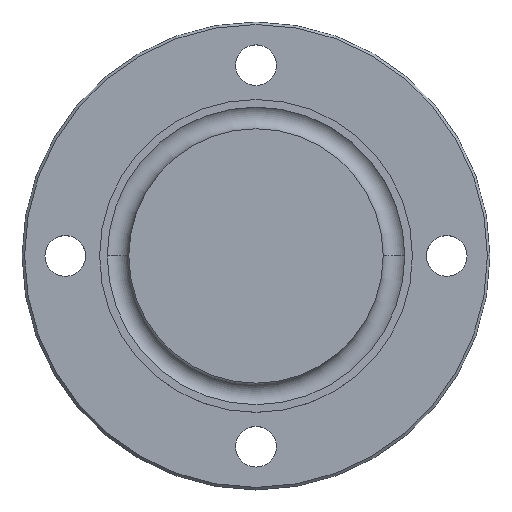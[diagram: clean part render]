
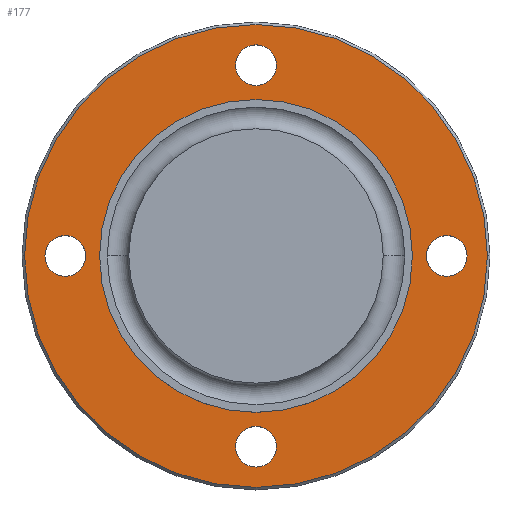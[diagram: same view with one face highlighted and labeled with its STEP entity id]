
A CAD part, top view. The second image highlights one B-rep face of the part: STEP entity #177.
In plain terms, the highlighted planar face has unit normal (0, 0, 1).
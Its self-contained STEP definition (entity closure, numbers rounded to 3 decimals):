
#2 = AXIS2_PLACEMENT_3D ( 'NONE', #319, #330, #552 ) ;
#8 = ORIENTED_EDGE ( 'NONE', *, *, #555, .F. ) ;
#16 = AXIS2_PLACEMENT_3D ( 'NONE', #598, #625, #117 ) ;
#24 = DIRECTION ( 'NONE',  ( 1., 0., 0. ) ) ;
#26 = ORIENTED_EDGE ( 'NONE', *, *, #621, .F. ) ;
#28 = AXIS2_PLACEMENT_3D ( 'NONE', #69, #405, #631 ) ;
#37 = ORIENTED_EDGE ( 'NONE', *, *, #123, .F. ) ;
#41 = AXIS2_PLACEMENT_3D ( 'NONE', #394, #342, #613 ) ;
#44 = DIRECTION ( 'NONE',  ( 1., 0., 0. ) ) ;
#55 = EDGE_CURVE ( 'NONE', #71, #439, #701, .T. ) ;
#56 = ORIENTED_EDGE ( 'NONE', *, *, #332, .F. ) ;
#60 = CARTESIAN_POINT ( 'NONE',  ( 0., -37.5, 10. ) ) ;
#64 = AXIS2_PLACEMENT_3D ( 'NONE', #246, #316, #654 ) ;
#65 = VERTEX_POINT ( 'NONE', #436 ) ;
#69 = CARTESIAN_POINT ( 'NONE',  ( 0., 0., 10. ) ) ;
#71 = VERTEX_POINT ( 'NONE', #144 ) ;
#85 = CIRCLE ( 'NONE', #543, 4. ) ;
#101 = VERTEX_POINT ( 'NONE', #502 ) ;
#103 = EDGE_LOOP ( 'NONE', ( #574, #8 ) ) ;
#107 = PLANE ( 'NONE',  #41 ) ;
#112 = DIRECTION ( 'NONE',  ( 0., 0., 1. ) ) ;
#117 = DIRECTION ( 'NONE',  ( 0., 1., 0. ) ) ;
#123 = EDGE_CURVE ( 'NONE', #486, #396, #137, .T. ) ;
#130 = DIRECTION ( 'NONE',  ( 1., 0., 0. ) ) ;
#134 = EDGE_CURVE ( 'NONE', #353, #244, #523, .T. ) ;
#137 = CIRCLE ( 'NONE', #288, 4. ) ;
#141 = EDGE_LOOP ( 'NONE', ( #637, #647 ) ) ;
#144 = CARTESIAN_POINT ( 'NONE',  ( 30.75, 0., 10. ) ) ;
#171 = CARTESIAN_POINT ( 'NONE',  ( -4., -37.5, 10. ) ) ;
#177 = ADVANCED_FACE ( 'NONE', ( #448, #270, #403, #236, #674, #274 ), #107, .F. ) ;
#178 = DIRECTION ( 'NONE',  ( 1., 0., 0. ) ) ;
#182 = CARTESIAN_POINT ( 'NONE',  ( -37.5, -4., 10. ) ) ;
#184 = DIRECTION ( 'NONE',  ( 0., 0., 1. ) ) ;
#186 = VERTEX_POINT ( 'NONE', #171 ) ;
#194 = CARTESIAN_POINT ( 'NONE',  ( 0., 37.5, 10. ) ) ;
#203 = CIRCLE ( 'NONE', #28, 45.5 ) ;
#207 = VERTEX_POINT ( 'NONE', #667 ) ;
#216 = CIRCLE ( 'NONE', #484, 4. ) ;
#219 = CARTESIAN_POINT ( 'NONE',  ( -37.5, 0., 10. ) ) ;
#224 = CARTESIAN_POINT ( 'NONE',  ( 37.5, -4., 10. ) ) ;
#236 = FACE_BOUND ( 'NONE', #568, .T. ) ;
#244 = VERTEX_POINT ( 'NONE', #182 ) ;
#246 = CARTESIAN_POINT ( 'NONE',  ( 37.5, 0., 10. ) ) ;
#251 = ORIENTED_EDGE ( 'NONE', *, *, #732, .F. ) ;
#261 = CIRCLE ( 'NONE', #395, 45.5 ) ;
#270 = FACE_BOUND ( 'NONE', #618, .T. ) ;
#273 = DIRECTION ( 'NONE',  ( 1., 0., 0. ) ) ;
#274 = FACE_OUTER_BOUND ( 'NONE', #327, .T. ) ;
#285 = DIRECTION ( 'NONE',  ( -1., 0., 0. ) ) ;
#288 = AXIS2_PLACEMENT_3D ( 'NONE', #622, #726, #178 ) ;
#293 = CARTESIAN_POINT ( 'NONE',  ( 0., 0., 10. ) ) ;
#316 = DIRECTION ( 'NONE',  ( 0., 0., 1. ) ) ;
#319 = CARTESIAN_POINT ( 'NONE',  ( 37.5, 0., 10. ) ) ;
#327 = EDGE_LOOP ( 'NONE', ( #685, #591 ) ) ;
#330 = DIRECTION ( 'NONE',  ( 0., 0., 1. ) ) ;
#332 = EDGE_CURVE ( 'NONE', #481, #101, #362, .T. ) ;
#333 = DIRECTION ( 'NONE',  ( -1., 0., 0. ) ) ;
#338 = DIRECTION ( 'NONE',  ( 0., 1., 0. ) ) ;
#342 = DIRECTION ( 'NONE',  ( 0., 0., -1. ) ) ;
#344 = ORIENTED_EDGE ( 'NONE', *, *, #513, .F. ) ;
#348 = CIRCLE ( 'NONE', #506, 30.75 ) ;
#353 = VERTEX_POINT ( 'NONE', #692 ) ;
#358 = DIRECTION ( 'NONE',  ( 0., 0., 1. ) ) ;
#362 = CIRCLE ( 'NONE', #64, 4. ) ;
#377 = EDGE_CURVE ( 'NONE', #439, #71, #348, .T. ) ;
#386 = AXIS2_PLACEMENT_3D ( 'NONE', #550, #652, #44 ) ;
#394 = CARTESIAN_POINT ( 'NONE',  ( 0., 45.5, 10. ) ) ;
#395 = AXIS2_PLACEMENT_3D ( 'NONE', #691, #184, #130 ) ;
#396 = VERTEX_POINT ( 'NONE', #447 ) ;
#403 = FACE_BOUND ( 'NONE', #404, .T. ) ;
#404 = EDGE_LOOP ( 'NONE', ( #56, #344 ) ) ;
#405 = DIRECTION ( 'NONE',  ( 0., 0., 1. ) ) ;
#418 = CIRCLE ( 'NONE', #542, 4. ) ;
#436 = CARTESIAN_POINT ( 'NONE',  ( 4., -37.5, 10. ) ) ;
#439 = VERTEX_POINT ( 'NONE', #659 ) ;
#440 = CIRCLE ( 'NONE', #16, 4. ) ;
#446 = EDGE_CURVE ( 'NONE', #186, #65, #418, .T. ) ;
#447 = CARTESIAN_POINT ( 'NONE',  ( 4., 37.5, 10. ) ) ;
#448 = FACE_BOUND ( 'NONE', #103, .T. ) ;
#450 = CIRCLE ( 'NONE', #2, 4. ) ;
#452 = AXIS2_PLACEMENT_3D ( 'NONE', #219, #112, #338 ) ;
#471 = DIRECTION ( 'NONE',  ( 0., 0., 1. ) ) ;
#481 = VERTEX_POINT ( 'NONE', #224 ) ;
#484 = AXIS2_PLACEMENT_3D ( 'NONE', #194, #471, #24 ) ;
#486 = VERTEX_POINT ( 'NONE', #497 ) ;
#497 = CARTESIAN_POINT ( 'NONE',  ( -4., 37.5, 10. ) ) ;
#502 = CARTESIAN_POINT ( 'NONE',  ( 37.5, 4., 10. ) ) ;
#503 = ORIENTED_EDGE ( 'NONE', *, *, #446, .F. ) ;
#506 = AXIS2_PLACEMENT_3D ( 'NONE', #293, #541, #273 ) ;
#513 = EDGE_CURVE ( 'NONE', #101, #481, #450, .T. ) ;
#523 = CIRCLE ( 'NONE', #452, 4. ) ;
#541 = DIRECTION ( 'NONE',  ( 0., 0., 1. ) ) ;
#542 = AXIS2_PLACEMENT_3D ( 'NONE', #666, #721, #333 ) ;
#543 = AXIS2_PLACEMENT_3D ( 'NONE', #60, #358, #285 ) ;
#550 = CARTESIAN_POINT ( 'NONE',  ( 0., 0., 10. ) ) ;
#552 = DIRECTION ( 'NONE',  ( 0., -1., 0. ) ) ;
#555 = EDGE_CURVE ( 'NONE', #244, #353, #440, .T. ) ;
#568 = EDGE_LOOP ( 'NONE', ( #251, #37 ) ) ;
#574 = ORIENTED_EDGE ( 'NONE', *, *, #134, .F. ) ;
#591 = ORIENTED_EDGE ( 'NONE', *, *, #620, .T. ) ;
#598 = CARTESIAN_POINT ( 'NONE',  ( -37.5, 0., 10. ) ) ;
#610 = VERTEX_POINT ( 'NONE', #634 ) ;
#613 = DIRECTION ( 'NONE',  ( -1., 0., 0. ) ) ;
#618 = EDGE_LOOP ( 'NONE', ( #503, #26 ) ) ;
#620 = EDGE_CURVE ( 'NONE', #207, #610, #261, .T. ) ;
#621 = EDGE_CURVE ( 'NONE', #65, #186, #85, .T. ) ;
#622 = CARTESIAN_POINT ( 'NONE',  ( 0., 37.5, 10. ) ) ;
#625 = DIRECTION ( 'NONE',  ( 0., 0., 1. ) ) ;
#631 = DIRECTION ( 'NONE',  ( 1., 0., 0. ) ) ;
#634 = CARTESIAN_POINT ( 'NONE',  ( -45.5, 0., 10. ) ) ;
#635 = EDGE_CURVE ( 'NONE', #610, #207, #203, .T. ) ;
#637 = ORIENTED_EDGE ( 'NONE', *, *, #55, .F. ) ;
#647 = ORIENTED_EDGE ( 'NONE', *, *, #377, .F. ) ;
#652 = DIRECTION ( 'NONE',  ( 0., 0., 1. ) ) ;
#654 = DIRECTION ( 'NONE',  ( 0., -1., 0. ) ) ;
#659 = CARTESIAN_POINT ( 'NONE',  ( -30.75, 0., 10. ) ) ;
#666 = CARTESIAN_POINT ( 'NONE',  ( 0., -37.5, 10. ) ) ;
#667 = CARTESIAN_POINT ( 'NONE',  ( 45.5, 0., 10. ) ) ;
#674 = FACE_BOUND ( 'NONE', #141, .T. ) ;
#685 = ORIENTED_EDGE ( 'NONE', *, *, #635, .T. ) ;
#691 = CARTESIAN_POINT ( 'NONE',  ( 0., 0., 10. ) ) ;
#692 = CARTESIAN_POINT ( 'NONE',  ( -37.5, 4., 10. ) ) ;
#701 = CIRCLE ( 'NONE', #386, 30.75 ) ;
#721 = DIRECTION ( 'NONE',  ( 0., 0., 1. ) ) ;
#726 = DIRECTION ( 'NONE',  ( 0., 0., 1. ) ) ;
#732 = EDGE_CURVE ( 'NONE', #396, #486, #216, .T. ) ;
